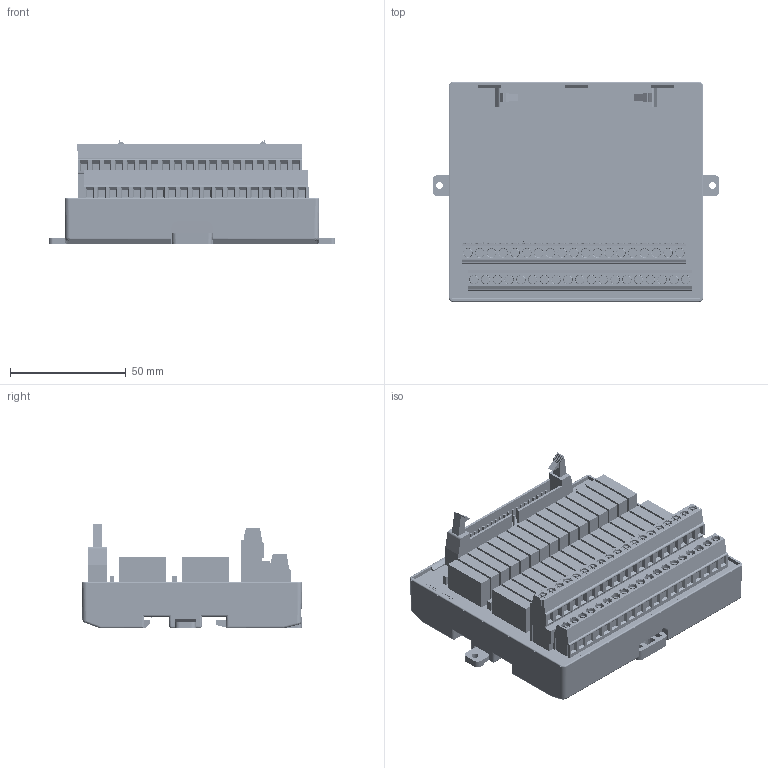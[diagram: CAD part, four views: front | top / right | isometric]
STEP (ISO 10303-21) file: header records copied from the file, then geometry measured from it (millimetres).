
FILE_DESCRIPTION(/* description */ (''),/* implementation_level */ '2;1');
FILE_NAME(/* name */ 'D1079-E.stp',/* time_stamp */ '2024-08-14T19:57:04+08:00',/* author */ (''),/* organization */ (''),/* preprocessor_version */ 'ST-DEVELOPER v14',/* originating_system */ 'SIEMENS PLM Software NX 8.0',/* authorisation */ '');
FILE_SCHEMA (('AUTOMOTIVE_DESIGN { 1 0 10303 214 3 1 1 1 }'));
Products named in the file (1): Admi089C3F336q8v
Bounding box: 123.74 x 95.1 x 45.3 mm (x, y, z)
Volume: 251224.4 mm3; surface area: 82805.1 mm2
Topology: 3 solids, 73 shells, 6202 faces, 16620 edges, 10812 vertices
Faces by surface type: plane 4196, cylinder 1255, torus 380, bspline 201, cone 154, extrusion 12, sphere 4
Full cylindrical faces by diameter (mm): 3 x2, 4.5 x1
Entity records: 253489 total; most frequent: CARTESIAN_POINT 100157, ORIENTED_EDGE 33222, DIRECTION 28308, EDGE_CURVE 16611, VECTOR 12176, LINE 12164, VERTEX_POINT 10812, AXIS2_PLACEMENT_3D 8066
